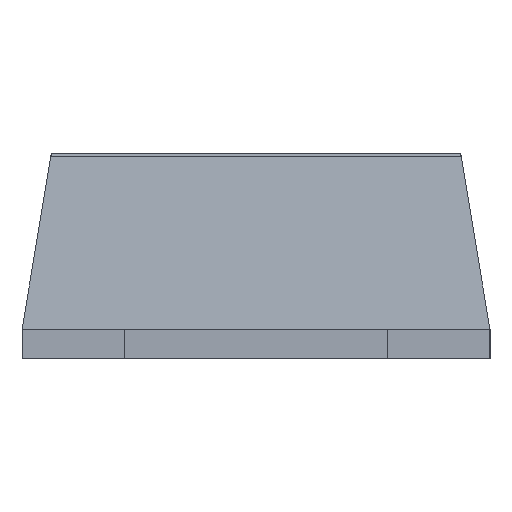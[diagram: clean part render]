
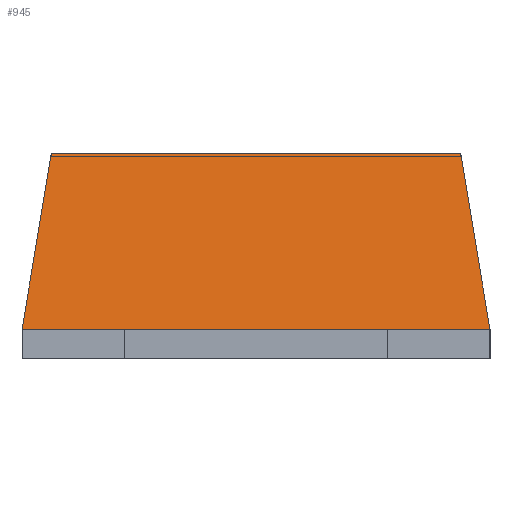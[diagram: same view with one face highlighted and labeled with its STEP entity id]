
A CAD part, left-side view. The second image highlights one B-rep face of the part: STEP entity #945.
In plain terms, the highlighted planar face has unit normal (-0.986, 0, 0.164).
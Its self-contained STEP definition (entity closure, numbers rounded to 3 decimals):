
#768=CARTESIAN_POINT('',(-1.2,0.7,0.7));
#769=VERTEX_POINT('',#768);
#799=CARTESIAN_POINT('',(-1.2,-0.7,0.7));
#800=VERTEX_POINT('',#799);
#809=CARTESIAN_POINT('',(-1.2,-0.7,0.7));
#810=DIRECTION('',(0.0,1.0,0.0));
#811=VECTOR('',#810,1.4);
#812=LINE('',#809,#811);
#813=EDGE_CURVE('',#800,#769,#812,.T.);
#897=CARTESIAN_POINT('',(-1.3,-0.8,0.1));
#898=VERTEX_POINT('',#897);
#899=CARTESIAN_POINT('',(-1.2,-0.7,0.7));
#900=DIRECTION('',(-0.162,-0.162,-0.973));
#901=VECTOR('',#900,0.616);
#902=LINE('',#899,#901);
#903=EDGE_CURVE('',#800,#898,#902,.T.);
#922=CARTESIAN_POINT('',(-1.25,-0.4,0.4));
#923=DIRECTION('',(-0.986,0.,0.164));
#924=DIRECTION('',(0.164,0.0,0.986));
#925=AXIS2_PLACEMENT_3D('',#922,#923,#924);
#926=PLANE('',#925);
#927=ORIENTED_EDGE('',*,*,#813,.T.);
#928=CARTESIAN_POINT('',(-1.3,0.8,0.1));
#929=VERTEX_POINT('',#928);
#930=CARTESIAN_POINT('',(-1.2,0.7,0.7));
#931=DIRECTION('',(-0.162,0.162,-0.973));
#932=VECTOR('',#931,0.616);
#933=LINE('',#930,#932);
#934=EDGE_CURVE('',#769,#929,#933,.T.);
#935=ORIENTED_EDGE('',*,*,#934,.T.);
#936=CARTESIAN_POINT('',(-1.3,-0.8,0.1));
#937=DIRECTION('',(0.0,1.0,0.0));
#938=VECTOR('',#937,1.6);
#939=LINE('',#936,#938);
#940=EDGE_CURVE('',#898,#929,#939,.T.);
#941=ORIENTED_EDGE('',*,*,#940,.F.);
#942=ORIENTED_EDGE('',*,*,#903,.F.);
#943=EDGE_LOOP('',(#927,#935,#941,#942));
#944=FACE_OUTER_BOUND('',#943,.T.);
#945=ADVANCED_FACE('',(#944),#926,.T.);
